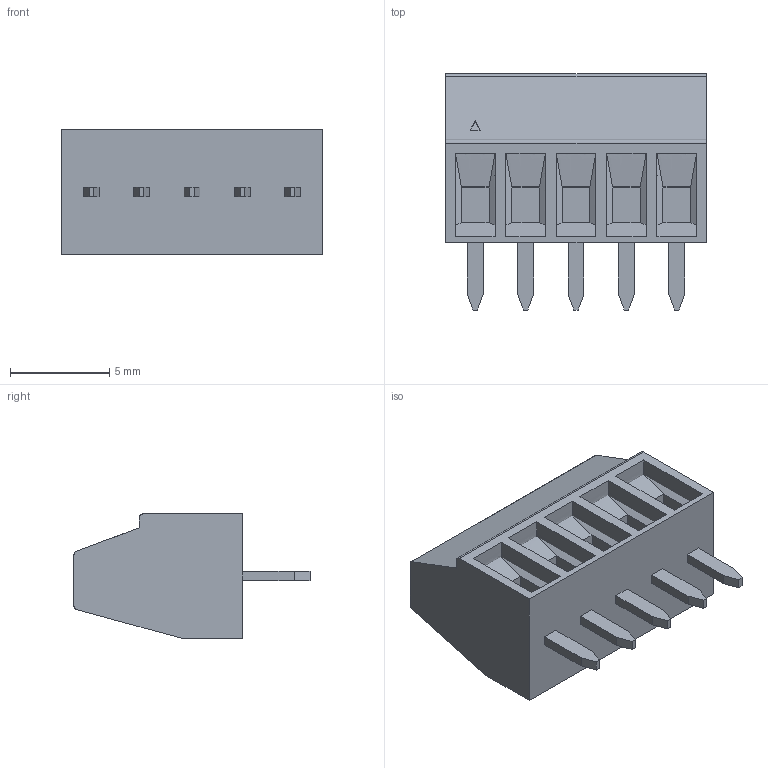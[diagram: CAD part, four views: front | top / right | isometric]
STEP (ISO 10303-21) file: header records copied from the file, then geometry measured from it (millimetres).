
FILE_DESCRIPTION (( 'STEP AP214' ), '1' );
FILE_NAME ('DG308-2.54-05P-14-00AH.STEP', '2021-01-03T21:10:49', ( '' ), ( '' ), 'SwSTEP 2.0', 'SolidWorks 2020', '' );
FILE_SCHEMA (( 'AUTOMOTIVE_DESIGN' ));
Length unit declared in the file: millimetre
Products named in the file (1): DG308-2.54-05P-14-00AH
Bounding box: 13.15 x 11.9 x 6.27 mm (x, y, z)
Volume: 492.4 mm3; surface area: 760.2 mm2
Topology: 1 solids, 1 shells, 557 faces, 1470 edges, 965 vertices
Faces by surface type: plane 295, bspline 204, cylinder 33, torus 25
Entity records: 31955 total; most frequent: CARTESIAN_POINT 14881, ORIENTED_EDGE 2940, DIRECTION 1906, EDGE_CURVE 1470, VERTEX_POINT 965, LINE 906, VECTOR 906, EDGE_LOOP 607
